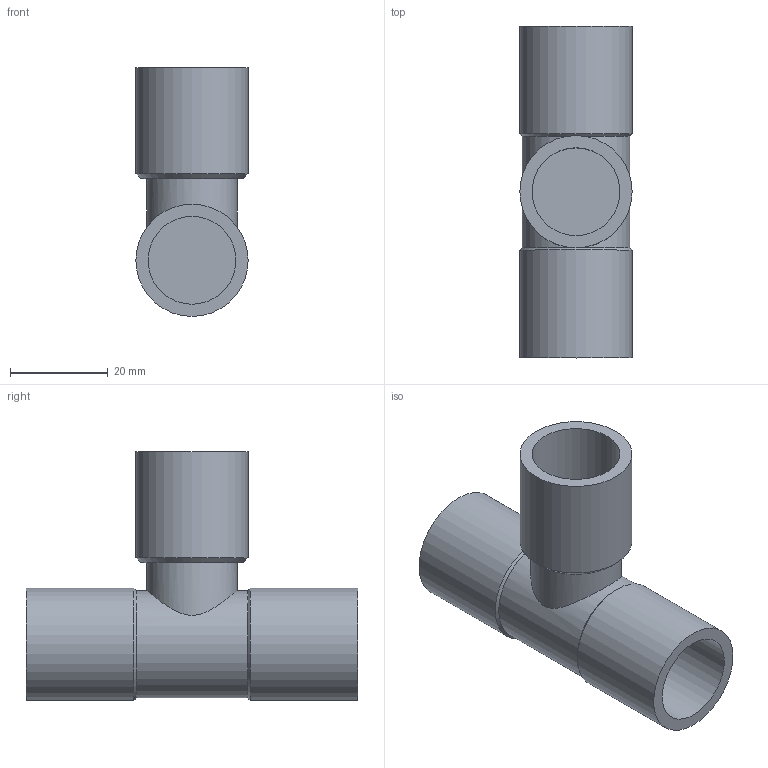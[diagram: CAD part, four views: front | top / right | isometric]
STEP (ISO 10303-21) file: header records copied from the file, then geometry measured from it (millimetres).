
FILE_DESCRIPTION( ( 'Unknown' ), '1' );
FILE_NAME( 'F16DN18.stp', 'Unknown', ( 'Unknown' ), ( 'Unknown' ), 'PSStep 14.0', 'Unknown', ' ' );
FILE_SCHEMA( ( 'AUTOMOTIVE_DESIGN { 1 0 10303 214 1 1 1 1 }' ) );
Length unit declared in the file: millimetre
Products named in the file (1): 1
Bounding box: 23 x 68 x 51 mm (x, y, z)
Volume: 23415.5 mm3; surface area: 11422.4 mm2
Topology: 1 solids, 1 shells, 18 faces, 36 edges, 24 vertices
Faces by surface type: cylinder 8, plane 7, cone 3
Full cylindrical faces by diameter (mm): 18 x3, 18.5 x1, 22 x1, 23 x3
Entity records: 614 total; most frequent: CARTESIAN_POINT 156, DIRECTION 70, AXIS2_PLACEMENT_3D 35, EDGE_LOOP 34, ORIENTED_EDGE 34, FACE_OUTER_BOUND 26, STYLED_ITEM 18, PRESENTATION_STYLE_ASSIGNMENT 18
